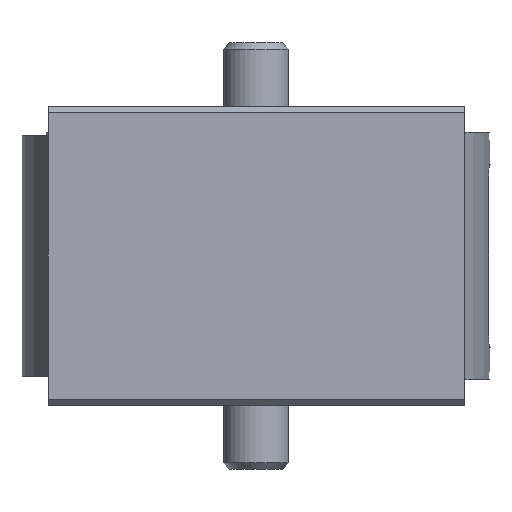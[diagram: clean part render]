
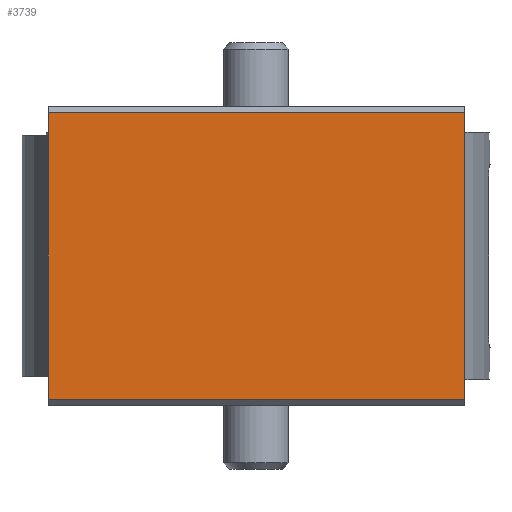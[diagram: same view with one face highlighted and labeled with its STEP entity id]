
A CAD part, left-side view. The second image highlights one B-rep face of the part: STEP entity #3739.
In plain terms, the highlighted planar face has unit normal (-1, 0, 0).
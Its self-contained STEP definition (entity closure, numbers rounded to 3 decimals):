
#192=PLANE('',#4123);
#515=LINE('',#6287,#833);
#543=LINE('',#6345,#861);
#544=LINE('',#6347,#862);
#545=LINE('',#6349,#863);
#833=VECTOR('',#4984,1000.);
#861=VECTOR('',#5040,1000.);
#862=VECTOR('',#5041,1000.);
#863=VECTOR('',#5042,1000.);
#1608=ORIENTED_EDGE('',*,*,#2356,.F.);
#1609=ORIENTED_EDGE('',*,*,#2385,.F.);
#1610=ORIENTED_EDGE('',*,*,#2386,.T.);
#1611=ORIENTED_EDGE('',*,*,#2387,.T.);
#2356=EDGE_CURVE('',#2783,#2784,#515,.T.);
#2385=EDGE_CURVE('',#2800,#2783,#543,.T.);
#2386=EDGE_CURVE('',#2800,#2801,#544,.T.);
#2387=EDGE_CURVE('',#2801,#2784,#545,.T.);
#2783=VERTEX_POINT('',#6286);
#2784=VERTEX_POINT('',#6288);
#2800=VERTEX_POINT('',#6346);
#2801=VERTEX_POINT('',#6348);
#3170=EDGE_LOOP('',(#1608,#1609,#1610,#1611));
#3437=FACE_BOUND('',#3170,.T.);
#3739=ADVANCED_FACE('',(#3437),#192,.T.);
#4123=AXIS2_PLACEMENT_3D('',#6344,#5038,#5039);
#4984=DIRECTION('',(0.,0.,1.));
#5038=DIRECTION('',(-1.,0.,0.));
#5039=DIRECTION('',(0.,0.,1.));
#5040=DIRECTION('',(0.,1.,0.));
#5041=DIRECTION('',(0.,0.,1.));
#5042=DIRECTION('',(0.,1.,0.));
#6286=CARTESIAN_POINT('',(-29.25,16.,-11.));
#6287=CARTESIAN_POINT('',(-29.25,16.,-11.));
#6288=CARTESIAN_POINT('',(-29.25,16.,11.));
#6344=CARTESIAN_POINT('',(-29.25,-16.,-11.));
#6345=CARTESIAN_POINT('',(-29.25,-16.,-11.));
#6346=CARTESIAN_POINT('',(-29.25,-16.,-11.));
#6347=CARTESIAN_POINT('',(-29.25,-16.,-11.));
#6348=CARTESIAN_POINT('',(-29.25,-16.,11.));
#6349=CARTESIAN_POINT('',(-29.25,-16.,11.));
